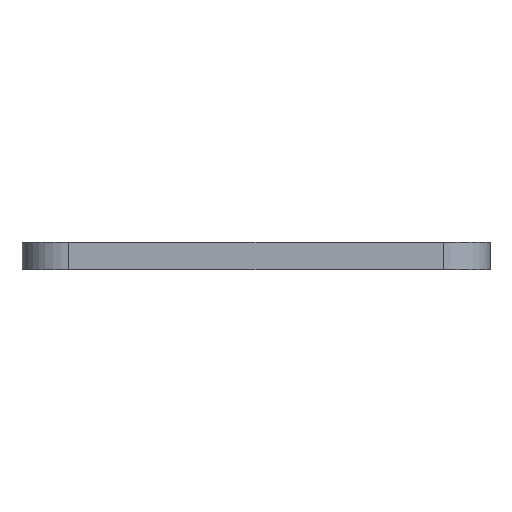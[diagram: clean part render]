
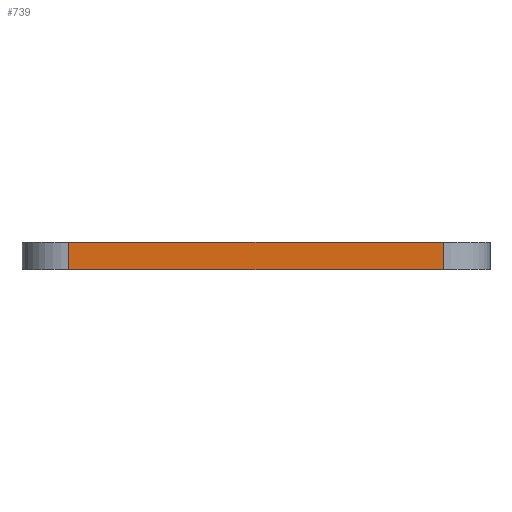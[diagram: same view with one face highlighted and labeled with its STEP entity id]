
A CAD part, left-side view. The second image highlights one B-rep face of the part: STEP entity #739.
In plain terms, the highlighted planar face has unit normal (-1, 0, 0).
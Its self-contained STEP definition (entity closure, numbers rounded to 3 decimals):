
#146 = VERTEX_POINT('',#147);
#147 = CARTESIAN_POINT('',(129.451,-94.844,0.));
#154 = EDGE_CURVE('',#155,#146,#157,.T.);
#155 = VERTEX_POINT('',#156);
#156 = CARTESIAN_POINT('',(129.451,-115.164,0.));
#157 = LINE('',#158,#159);
#158 = CARTESIAN_POINT('',(129.451,-115.164,0.));
#159 = VECTOR('',#160,1.);
#160 = DIRECTION('',(0.,1.,0.));
#429 = VERTEX_POINT('',#430);
#430 = CARTESIAN_POINT('',(129.451,-94.844,1.51));
#437 = EDGE_CURVE('',#438,#429,#440,.T.);
#438 = VERTEX_POINT('',#439);
#439 = CARTESIAN_POINT('',(129.451,-115.164,1.51));
#440 = LINE('',#441,#442);
#441 = CARTESIAN_POINT('',(129.451,-115.164,1.51));
#442 = VECTOR('',#443,1.);
#443 = DIRECTION('',(0.,1.,0.));
#709 = EDGE_CURVE('',#146,#429,#710,.T.);
#710 = LINE('',#711,#712);
#711 = CARTESIAN_POINT('',(129.451,-94.844,0.));
#712 = VECTOR('',#713,1.);
#713 = DIRECTION('',(0.,0.,1.));
#739 = ADVANCED_FACE('',(#740),#751,.T.);
#740 = FACE_BOUND('',#741,.T.);
#741 = EDGE_LOOP('',(#742,#748,#749,#750));
#742 = ORIENTED_EDGE('',*,*,#743,.T.);
#743 = EDGE_CURVE('',#155,#438,#744,.T.);
#744 = LINE('',#745,#746);
#745 = CARTESIAN_POINT('',(129.451,-115.164,0.));
#746 = VECTOR('',#747,1.);
#747 = DIRECTION('',(0.,0.,1.));
#748 = ORIENTED_EDGE('',*,*,#437,.T.);
#749 = ORIENTED_EDGE('',*,*,#709,.F.);
#750 = ORIENTED_EDGE('',*,*,#154,.F.);
#751 = PLANE('',#752);
#752 = AXIS2_PLACEMENT_3D('',#753,#754,#755);
#753 = CARTESIAN_POINT('',(129.451,-115.164,0.));
#754 = DIRECTION('',(-1.,0.,0.));
#755 = DIRECTION('',(0.,1.,0.));
